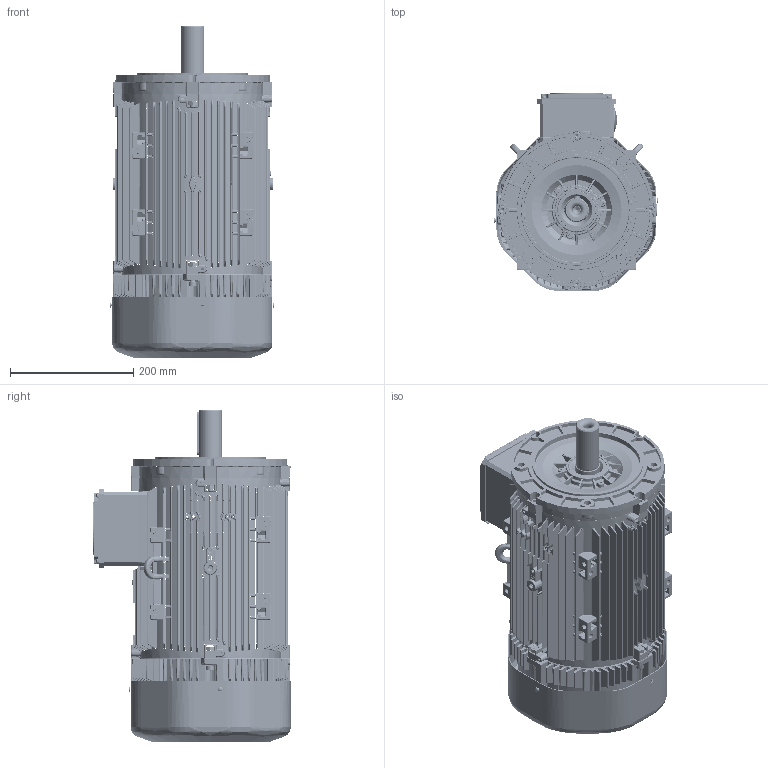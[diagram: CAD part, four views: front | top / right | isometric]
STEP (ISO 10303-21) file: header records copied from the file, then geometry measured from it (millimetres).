
FILE_DESCRIPTION(/* description */ (''),/* implementation_level */ '2;1');
FILE_NAME(/* name */ '(QH series) 132_B14b (DEEP COVER).stp',/* time_stamp */ '2024-07-30T10:14:38+03:00',/* author */ (''),/* organization */ (''),/* preprocessor_version */ 'ST-DEVELOPER v18.102',/* originating_system */ 'SIEMENS PLM Software NX2206.8101',/* authorisation */ '');
FILE_SCHEMA (('AP203_CONFIGURATION_CONTROLLED_3D_DESIGN_OF_MECHANICAL_PARTS_AND_ASSEMBLIES_MIM_LF { 1 0 10303 403 2 1 2}'));
Length unit declared in the file: millimetre
Products named in the file (1): _QH series_ 132_B14b _DEEP COVER__stp_objects
Bounding box: 267.73 x 320.78 x 538.95 mm (x, y, z)
Surface area: 1189969.6 mm2 (no closed solid volume)
Topology: 0 solids, 87 shells, 7273 faces, 22956 edges, 14350 vertices
Faces by surface type: cylinder 3110, plane 1827, torus 1192, sphere 491, bspline 378, cone 275
Full cylindrical faces by diameter (mm): 4.2 x1, 6.8 x1, 8 x10, 8.475 x2, 8.477 x2, 8.478 x1, 8.5 x1, 12 x1, 13 x1, 28.6 x1, 29.2 x1, 34.5 x1, 37.4 x1, 38 x1, 40 x2, 62 x1, 82 x1, 86.767 x1, 180 x1, 225 x2, 230.5 x1
Entity records: 269696 total; most frequent: CARTESIAN_POINT 86300, ORIENTED_EDGE 36070, DIRECTION 35266, EDGE_CURVE 22476, VERTEX_POINT 14271, AXIS2_PLACEMENT_3D 13465, LINE 8336, VECTOR 8336
